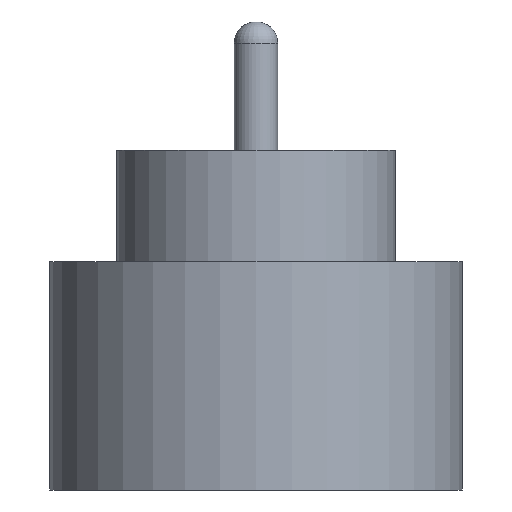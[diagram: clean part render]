
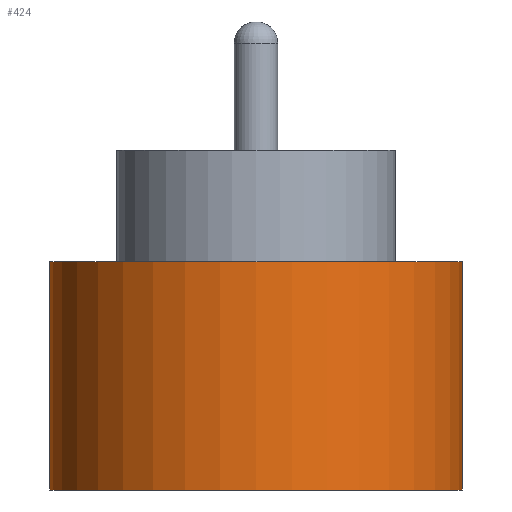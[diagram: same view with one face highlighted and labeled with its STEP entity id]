
A CAD part, front view. The second image highlights one B-rep face of the part: STEP entity #424.
In plain terms, the highlighted cylindrical face has radius 1.85 mm (diameter 3.7 mm), a partial arc.
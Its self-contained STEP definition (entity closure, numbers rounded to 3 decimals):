
#25 = CARTESIAN_POINT ( 'NONE',  ( -1.85, 0., -0.5 ) ) ;
#40 = CARTESIAN_POINT ( 'NONE',  ( 1.85, 0., 1.55 ) ) ;
#58 = FACE_OUTER_BOUND ( 'NONE', #555, .T. ) ;
#70 = EDGE_CURVE ( 'NONE', #717, #151, #318, .T. ) ;
#71 = CARTESIAN_POINT ( 'NONE',  ( 0., 0., 2.55 ) ) ;
#91 = ORIENTED_EDGE ( 'NONE', *, *, #764, .T. ) ;
#98 = CARTESIAN_POINT ( 'NONE',  ( -1.85, 0., 1.55 ) ) ;
#111 = DIRECTION ( 'NONE',  ( 0., 0., 1. ) ) ;
#151 = VERTEX_POINT ( 'NONE', #779 ) ;
#173 = VERTEX_POINT ( 'NONE', #25 ) ;
#200 = ORIENTED_EDGE ( 'NONE', *, *, #362, .T. ) ;
#202 = DIRECTION ( 'NONE',  ( -1., 0., 0. ) ) ;
#233 = CARTESIAN_POINT ( 'NONE',  ( 0., 0., 1.55 ) ) ;
#237 = CARTESIAN_POINT ( 'NONE',  ( 0., 0., -0.5 ) ) ;
#267 = CARTESIAN_POINT ( 'NONE',  ( 1.85, 0., 2.55 ) ) ;
#318 = LINE ( 'NONE', #267, #670 ) ;
#358 = CYLINDRICAL_SURFACE ( 'NONE', #703, 1.85 ) ;
#362 = EDGE_CURVE ( 'NONE', #689, #173, #503, .T. ) ;
#381 = VECTOR ( 'NONE', #566, 1000. ) ;
#424 = ADVANCED_FACE ( 'NONE', ( #58 ), #358, .T. ) ;
#440 = DIRECTION ( 'NONE',  ( 1., 0., 0. ) ) ;
#452 = DIRECTION ( 'NONE',  ( 0., 0., -1. ) ) ;
#470 = CIRCLE ( 'NONE', #500, 1.85 ) ;
#500 = AXIS2_PLACEMENT_3D ( 'NONE', #237, #111, #559 ) ;
#503 = LINE ( 'NONE', #628, #381 ) ;
#524 = DIRECTION ( 'NONE',  ( 0., 0., -1. ) ) ;
#555 = EDGE_LOOP ( 'NONE', ( #661, #756, #200, #91 ) ) ;
#559 = DIRECTION ( 'NONE',  ( 1., 0., 0. ) ) ;
#566 = DIRECTION ( 'NONE',  ( 0., 0., -1. ) ) ;
#595 = AXIS2_PLACEMENT_3D ( 'NONE', #233, #791, #440 ) ;
#628 = CARTESIAN_POINT ( 'NONE',  ( -1.85, 0., 2.55 ) ) ;
#661 = ORIENTED_EDGE ( 'NONE', *, *, #70, .F. ) ;
#670 = VECTOR ( 'NONE', #524, 1000. ) ;
#689 = VERTEX_POINT ( 'NONE', #98 ) ;
#703 = AXIS2_PLACEMENT_3D ( 'NONE', #71, #452, #202 ) ;
#717 = VERTEX_POINT ( 'NONE', #40 ) ;
#736 = CIRCLE ( 'NONE', #595, 1.85 ) ;
#742 = EDGE_CURVE ( 'NONE', #689, #717, #736, .T. ) ;
#756 = ORIENTED_EDGE ( 'NONE', *, *, #742, .F. ) ;
#764 = EDGE_CURVE ( 'NONE', #173, #151, #470, .T. ) ;
#779 = CARTESIAN_POINT ( 'NONE',  ( 1.85, 0., -0.5 ) ) ;
#791 = DIRECTION ( 'NONE',  ( 0., 0., 1. ) ) ;
